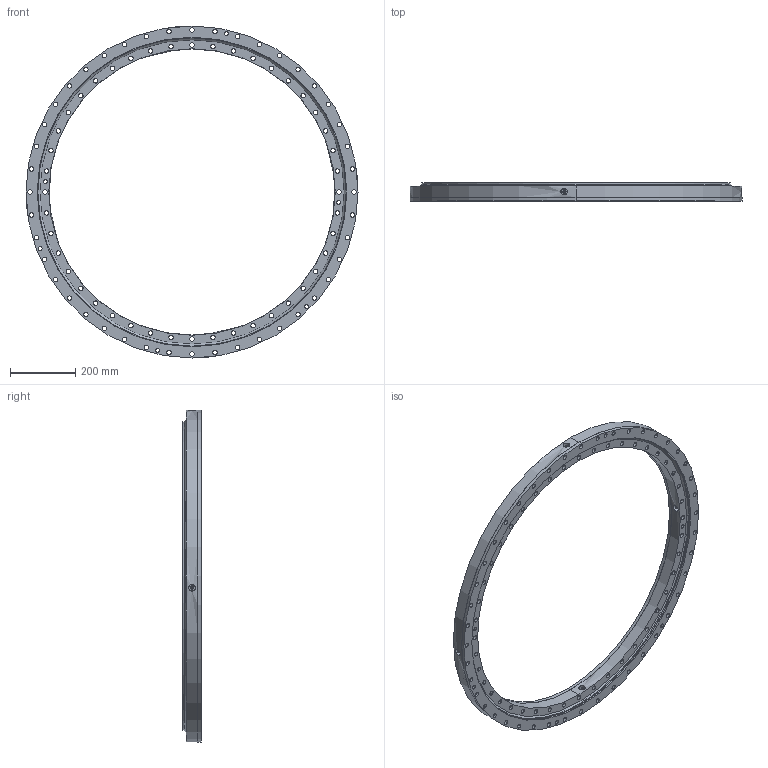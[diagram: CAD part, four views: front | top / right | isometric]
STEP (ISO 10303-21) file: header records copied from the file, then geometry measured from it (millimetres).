
FILE_DESCRIPTION (( 'STEP AP203' ), '1' );
FILE_NAME ('88-0944-00.STEP', '2017-12-29T07:38:38', ( 'defontaine' ), ( 'Hewlett-Packard Company' ), 'SwSTEP 2.0', 'SolidWorks 2016', '' );
FILE_SCHEMA (( 'CONFIG_CONTROL_DESIGN' ));
Length unit declared in the file: millimetre
Products named in the file (1): 88-0944-00
Bounding box: 1014 x 56 x 1014 mm (x, y, z)
Volume: 8117317.2 mm3; surface area: 1396171.9 mm2
Topology: 13 solids, 13 shells, 495 faces, 1238 edges, 799 vertices
Faces by surface type: cylinder 262, plane 104, cone 64, torus 49, sphere 16
Entity records: 16801 total; most frequent: CARTESIAN_POINT 3941, DIRECTION 2870, ORIENTED_EDGE 2476, EDGE_CURVE 1238, AXIS2_PLACEMENT_3D 1200, VERTEX_POINT 799, EDGE_LOOP 737, CIRCLE 704
